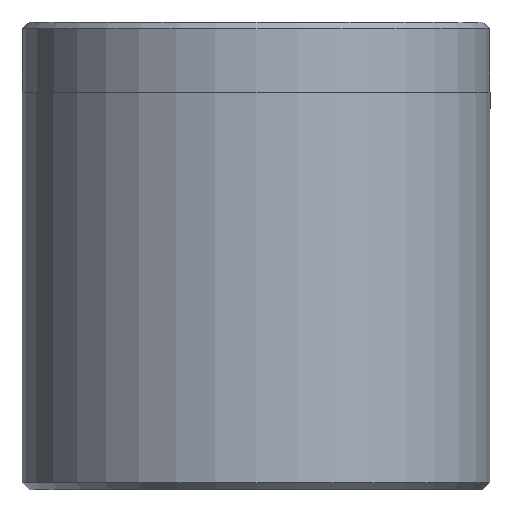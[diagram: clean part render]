
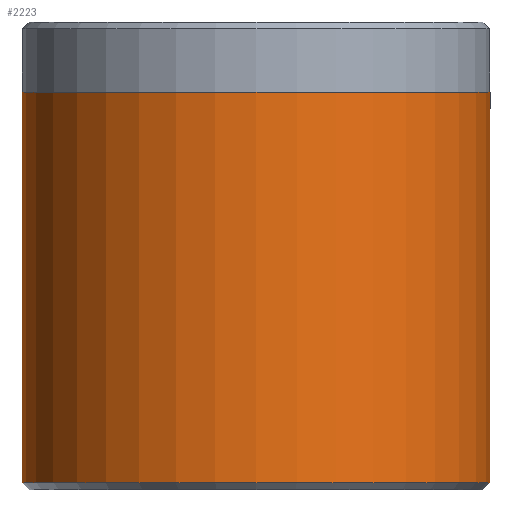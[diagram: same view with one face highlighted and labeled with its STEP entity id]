
A CAD part, front view. The second image highlights one B-rep face of the part: STEP entity #2223.
In plain terms, the highlighted cylindrical face has radius 10 mm (diameter 20 mm), a partial arc.
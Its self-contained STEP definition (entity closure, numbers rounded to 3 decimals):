
#18 = CARTESIAN_POINT ( 'NONE',  ( 0., 0., 20. ) ) ;
#64 = CARTESIAN_POINT ( 'NONE',  ( 10., 0., 0.3 ) ) ;
#68 = CIRCLE ( 'NONE', #1569, 10. ) ;
#144 = CARTESIAN_POINT ( 'NONE',  ( -10., 0., 20. ) ) ;
#169 = VERTEX_POINT ( 'NONE', #1667 ) ;
#200 = EDGE_LOOP ( 'NONE', ( #1915, #1825, #900, #2099 ) ) ;
#209 = VECTOR ( 'NONE', #1656, 1000. ) ;
#299 = VERTEX_POINT ( 'NONE', #475 ) ;
#458 = VECTOR ( 'NONE', #1343, 1000. ) ;
#475 = CARTESIAN_POINT ( 'NONE',  ( -10., 0., 0.3 ) ) ;
#545 = AXIS2_PLACEMENT_3D ( 'NONE', #18, #1400, #1056 ) ;
#653 = EDGE_CURVE ( 'NONE', #2167, #1593, #1112, .T. ) ;
#884 = CARTESIAN_POINT ( 'NONE',  ( 0., 0., 17. ) ) ;
#900 = ORIENTED_EDGE ( 'NONE', *, *, #2131, .T. ) ;
#918 = LINE ( 'NONE', #144, #458 ) ;
#1014 = CARTESIAN_POINT ( 'NONE',  ( 10., 0., 17. ) ) ;
#1054 = DIRECTION ( 'NONE',  ( 1., 0., 0. ) ) ;
#1056 = DIRECTION ( 'NONE',  ( -1., 0., 0. ) ) ;
#1112 = LINE ( 'NONE', #1998, #209 ) ;
#1114 = EDGE_CURVE ( 'NONE', #299, #1593, #1551, .T. ) ;
#1149 = DIRECTION ( 'NONE',  ( 1., 0., 0. ) ) ;
#1156 = DIRECTION ( 'NONE',  ( 0., 0., 1. ) ) ;
#1164 = CARTESIAN_POINT ( 'NONE',  ( 0., 0., 0.3 ) ) ;
#1343 = DIRECTION ( 'NONE',  ( 0., 0., -1. ) ) ;
#1400 = DIRECTION ( 'NONE',  ( 0., 0., -1. ) ) ;
#1551 = CIRCLE ( 'NONE', #1850, 10. ) ;
#1569 = AXIS2_PLACEMENT_3D ( 'NONE', #884, #2069, #1054 ) ;
#1593 = VERTEX_POINT ( 'NONE', #64 ) ;
#1656 = DIRECTION ( 'NONE',  ( 0., 0., -1. ) ) ;
#1667 = CARTESIAN_POINT ( 'NONE',  ( -10., 0., 17. ) ) ;
#1782 = EDGE_CURVE ( 'NONE', #169, #2167, #68, .T. ) ;
#1825 = ORIENTED_EDGE ( 'NONE', *, *, #1782, .F. ) ;
#1850 = AXIS2_PLACEMENT_3D ( 'NONE', #1164, #1156, #1149 ) ;
#1915 = ORIENTED_EDGE ( 'NONE', *, *, #653, .F. ) ;
#1998 = CARTESIAN_POINT ( 'NONE',  ( 10., 0., 20. ) ) ;
#2006 = CYLINDRICAL_SURFACE ( 'NONE', #545, 10. ) ;
#2069 = DIRECTION ( 'NONE',  ( 0., 0., 1. ) ) ;
#2099 = ORIENTED_EDGE ( 'NONE', *, *, #1114, .T. ) ;
#2114 = FACE_OUTER_BOUND ( 'NONE', #200, .T. ) ;
#2131 = EDGE_CURVE ( 'NONE', #169, #299, #918, .T. ) ;
#2167 = VERTEX_POINT ( 'NONE', #1014 ) ;
#2223 = ADVANCED_FACE ( 'NONE', ( #2114 ), #2006, .T. ) ;
